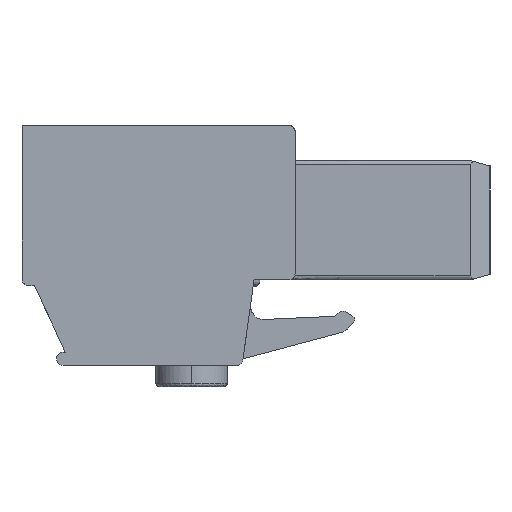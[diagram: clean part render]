
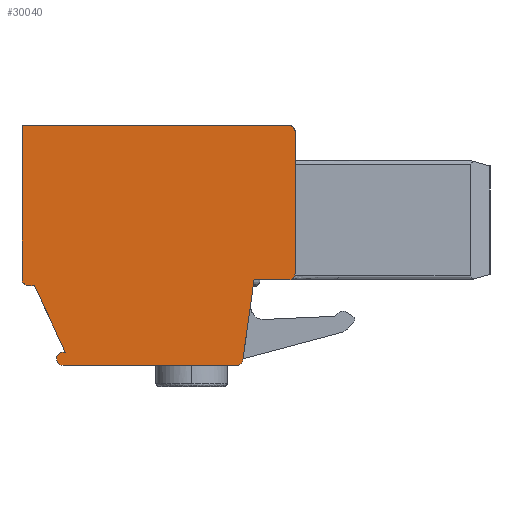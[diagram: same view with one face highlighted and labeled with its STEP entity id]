
A CAD part, left-side view. The second image highlights one B-rep face of the part: STEP entity #30040.
In plain terms, the highlighted free-form (B-spline) face has degree [1, 1] with [2, 2] control points.
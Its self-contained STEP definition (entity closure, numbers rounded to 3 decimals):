
#13841=CARTESIAN_POINT('',(41.91,20.6,-11.6));
#13842=VERTEX_POINT('',#13841);
#13848=CARTESIAN_POINT('',(41.91,20.6,0.));
#13849=VERTEX_POINT('',#13848);
#13850=CARTESIAN_POINT('',(41.91,20.6,-11.6));
#13851=CARTESIAN_POINT('',(41.91,20.6,0.));
#13852=B_SPLINE_CURVE_WITH_KNOTS('',1,(#13850,#13851),.POLYLINE_FORM.,.F.,.U.,(2,2),(0.,1.),.UNSPECIFIED.);
#13853=EDGE_CURVE('',#13842,#13849,#13852,.T.);
#13904=CARTESIAN_POINT('',(41.91,17.5,-17.1));
#13905=VERTEX_POINT('',#13904);
#13911=CARTESIAN_POINT('',(41.91,17.329,-17.1));
#13912=VERTEX_POINT('',#13911);
#13913=CARTESIAN_POINT('',(41.91,17.329,-17.1));
#13914=CARTESIAN_POINT('',(41.91,17.5,-17.1));
#13915=B_SPLINE_CURVE_WITH_KNOTS('',1,(#13913,#13914),.POLYLINE_FORM.,.F.,.U.,(2,2),(0.,1.),.UNSPECIFIED.);
#13916=EDGE_CURVE('',#13912,#13905,#13915,.T.);
#15512=CARTESIAN_POINT('',(41.91,0.5,0.));
#15513=VERTEX_POINT('',#15512);
#15514=CARTESIAN_POINT('',(41.91,0.5,0.));
#15515=CARTESIAN_POINT('',(41.91,20.6,0.));
#15516=B_SPLINE_CURVE_WITH_KNOTS('',1,(#15514,#15515),.POLYLINE_FORM.,.F.,.U.,(2,2),(0.,1.),.UNSPECIFIED.);
#15517=EDGE_CURVE('',#15513,#13849,#15516,.T.);
#16516=CARTESIAN_POINT('',(41.91,0.,-0.5));
#16517=VERTEX_POINT('',#16516);
#16523=CARTESIAN_POINT('',(41.91,0.,-11.15));
#16524=VERTEX_POINT('',#16523);
#16525=CARTESIAN_POINT('',(41.91,0.,-11.15));
#16526=CARTESIAN_POINT('',(41.91,0.,-0.5));
#16527=B_SPLINE_CURVE_WITH_KNOTS('',1,(#16525,#16526),.POLYLINE_FORM.,.F.,.U.,(2,2),(0.,1.),.UNSPECIFIED.);
#16528=EDGE_CURVE('',#16524,#16517,#16527,.T.);
#17314=CARTESIAN_POINT('',(41.91,0.5,-11.65));
#17315=VERTEX_POINT('',#17314);
#17321=CARTESIAN_POINT('',(41.91,3.1,-11.65));
#17322=VERTEX_POINT('',#17321);
#17323=CARTESIAN_POINT('',(41.91,3.1,-11.65));
#17324=CARTESIAN_POINT('',(41.91,0.5,-11.65));
#17325=B_SPLINE_CURVE_WITH_KNOTS('',1,(#17323,#17324),.POLYLINE_FORM.,.F.,.U.,(2,2),(0.,1.),.UNSPECIFIED.);
#17326=EDGE_CURVE('',#17322,#17315,#17325,.T.);
#17507=CARTESIAN_POINT('',(41.91,3.94,-17.669));
#17508=VERTEX_POINT('',#17507);
#17509=CARTESIAN_POINT('',(41.91,3.94,-17.669));
#17510=CARTESIAN_POINT('',(41.91,3.1,-11.65));
#17511=B_SPLINE_CURVE_WITH_KNOTS('',1,(#17509,#17510),.POLYLINE_FORM.,.F.,.U.,(2,2),(0.,1.),.UNSPECIFIED.);
#17512=EDGE_CURVE('',#17508,#17322,#17511,.T.);
#17849=CARTESIAN_POINT('',(41.91,4.435,-18.1));
#17850=VERTEX_POINT('',#17849);
#17856=CARTESIAN_POINT('',(41.91,17.5,-18.1));
#17857=VERTEX_POINT('',#17856);
#17858=CARTESIAN_POINT('',(41.91,17.5,-18.1));
#17859=CARTESIAN_POINT('',(41.91,4.435,-18.1));
#17860=B_SPLINE_CURVE_WITH_KNOTS('',1,(#17858,#17859),.POLYLINE_FORM.,.F.,.U.,(2,2),(0.,1.),.UNSPECIFIED.);
#17861=EDGE_CURVE('',#17857,#17850,#17860,.T.);
#29969=CARTESIAN_POINT('',(41.91,20.1,-12.1));
#29970=VERTEX_POINT('',#29969);
#29976=CARTESIAN_POINT('',(41.91,20.1,-12.1));
#29977=CARTESIAN_POINT('',(41.91,20.6,-12.1));
#29978=CARTESIAN_POINT('',(41.91,20.6,-11.6));
#29979=(BOUNDED_CURVE()B_SPLINE_CURVE(2,(#29976,#29977,#29978),.CIRCULAR_ARC.,.F.,.U.)B_SPLINE_CURVE_WITH_KNOTS((3,3),(0.,1.),.UNSPECIFIED.)CURVE()GEOMETRIC_REPRESENTATION_ITEM()RATIONAL_B_SPLINE_CURVE((1.,0.707,1.))REPRESENTATION_ITEM(''));
#29980=EDGE_CURVE('',#29970,#13842,#29979,.T.);
#29985=CARTESIAN_POINT('',(41.91,37.741,18.498));
#29986=CARTESIAN_POINT('',(41.91,-17.255,18.498));
#29987=CARTESIAN_POINT('',(41.91,37.741,-36.498));
#29988=CARTESIAN_POINT('',(41.91,-17.255,-36.498));
#29989=B_SPLINE_SURFACE_WITH_KNOTS('',1,1,((#29985,#29986),(#29987,#29988)),.PLANE_SURF.,.F.,.F.,.U.,(2,2),(2,2),(0.,1.),(0.,1.),.UNSPECIFIED.);
#29990=ORIENTED_EDGE('',*,*,#29980,.F.);
#29991=CARTESIAN_POINT('',(41.91,19.66,-12.1));
#29992=VERTEX_POINT('',#29991);
#29993=CARTESIAN_POINT('',(41.91,19.66,-12.1));
#29994=CARTESIAN_POINT('',(41.91,20.1,-12.1));
#29995=B_SPLINE_CURVE_WITH_KNOTS('',1,(#29993,#29994),.POLYLINE_FORM.,.F.,.U.,(2,2),(0.,1.),.UNSPECIFIED.);
#29996=EDGE_CURVE('',#29992,#29970,#29995,.T.);
#29997=ORIENTED_EDGE('',*,*,#29996,.F.);
#29998=CARTESIAN_POINT('',(41.91,17.329,-17.1));
#29999=CARTESIAN_POINT('',(41.91,19.66,-12.1));
#30000=B_SPLINE_CURVE_WITH_KNOTS('',1,(#29998,#29999),.POLYLINE_FORM.,.F.,.U.,(2,2),(0.,1.),.UNSPECIFIED.);
#30001=EDGE_CURVE('',#13912,#29992,#30000,.T.);
#30002=ORIENTED_EDGE('',*,*,#30001,.F.);
#30003=ORIENTED_EDGE('',*,*,#13916,.T.);
#30004=CARTESIAN_POINT('',(41.91,17.5,-17.1));
#30005=CARTESIAN_POINT('',(41.91,18.,-17.1));
#30006=CARTESIAN_POINT('',(41.91,18.,-17.6));
#30007=CARTESIAN_POINT('',(41.91,18.,-18.1));
#30008=CARTESIAN_POINT('',(41.91,17.5,-18.1));
#30009=(BOUNDED_CURVE()B_SPLINE_CURVE(2,(#30004,#30005,#30006,#30007,#30008),.CIRCULAR_ARC.,.F.,.U.)B_SPLINE_CURVE_WITH_KNOTS((3,2,3),(0.,0.5,1.),.UNSPECIFIED.)CURVE()GEOMETRIC_REPRESENTATION_ITEM()RATIONAL_B_SPLINE_CURVE((1.,0.707,1.,0.707,1.))REPRESENTATION_ITEM(''));
#30010=EDGE_CURVE('',#13905,#17857,#30009,.T.);
#30011=ORIENTED_EDGE('',*,*,#30010,.T.);
#30012=ORIENTED_EDGE('',*,*,#17861,.T.);
#30013=CARTESIAN_POINT('',(41.91,4.435,-18.1));
#30014=CARTESIAN_POINT('',(41.91,4.,-18.1));
#30015=CARTESIAN_POINT('',(41.91,3.94,-17.669));
#30016=(BOUNDED_CURVE()B_SPLINE_CURVE(2,(#30013,#30014,#30015),.CIRCULAR_ARC.,.F.,.U.)B_SPLINE_CURVE_WITH_KNOTS((3,3),(0.,1.),.UNSPECIFIED.)CURVE()GEOMETRIC_REPRESENTATION_ITEM()RATIONAL_B_SPLINE_CURVE((1.,0.754,1.))REPRESENTATION_ITEM(''));
#30017=EDGE_CURVE('',#17850,#17508,#30016,.T.);
#30018=ORIENTED_EDGE('',*,*,#30017,.T.);
#30019=ORIENTED_EDGE('',*,*,#17512,.T.);
#30020=ORIENTED_EDGE('',*,*,#17326,.T.);
#30021=CARTESIAN_POINT('',(41.91,0.5,-11.65));
#30022=CARTESIAN_POINT('',(41.91,0.,-11.65));
#30023=CARTESIAN_POINT('',(41.91,0.,-11.15));
#30024=(BOUNDED_CURVE()B_SPLINE_CURVE(2,(#30021,#30022,#30023),.CIRCULAR_ARC.,.F.,.U.)B_SPLINE_CURVE_WITH_KNOTS((3,3),(0.,1.),.UNSPECIFIED.)CURVE()GEOMETRIC_REPRESENTATION_ITEM()RATIONAL_B_SPLINE_CURVE((1.,0.707,1.))REPRESENTATION_ITEM(''));
#30025=EDGE_CURVE('',#17315,#16524,#30024,.T.);
#30026=ORIENTED_EDGE('',*,*,#30025,.T.);
#30027=ORIENTED_EDGE('',*,*,#16528,.T.);
#30028=CARTESIAN_POINT('',(41.91,0.,-0.5));
#30029=CARTESIAN_POINT('',(41.91,0.,-0.293));
#30030=CARTESIAN_POINT('',(41.91,0.146,-0.146));
#30031=CARTESIAN_POINT('',(41.91,0.293,0.));
#30032=CARTESIAN_POINT('',(41.91,0.5,0.));
#30033=(BOUNDED_CURVE()B_SPLINE_CURVE(2,(#30028,#30029,#30030,#30031,#30032),.CIRCULAR_ARC.,.F.,.U.)B_SPLINE_CURVE_WITH_KNOTS((3,2,3),(0.,0.5,1.),.UNSPECIFIED.)CURVE()GEOMETRIC_REPRESENTATION_ITEM()RATIONAL_B_SPLINE_CURVE((1.,0.924,1.,0.924,1.))REPRESENTATION_ITEM(''));
#30034=EDGE_CURVE('',#16517,#15513,#30033,.T.);
#30035=ORIENTED_EDGE('',*,*,#30034,.T.);
#30036=ORIENTED_EDGE('',*,*,#15517,.T.);
#30037=ORIENTED_EDGE('',*,*,#13853,.F.);
#30038=EDGE_LOOP('',(#29990,#29997,#30002,#30003,#30011,#30012,#30018,#30019,#30020,#30026,#30027,#30035,#30036,#30037));
#30039=FACE_OUTER_BOUND('',#30038,.T.);
#30040=ADVANCED_FACE('',(#30039),#29989,.T.);
